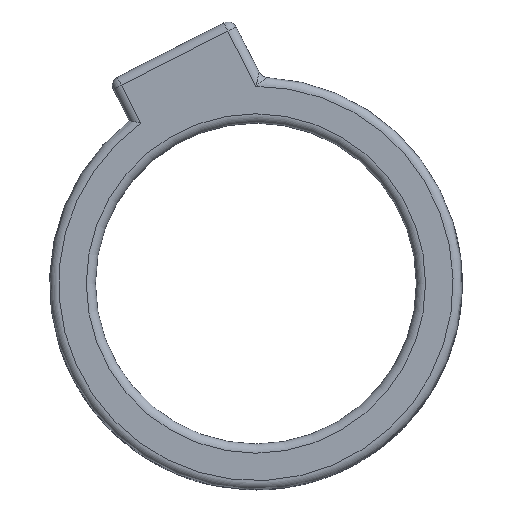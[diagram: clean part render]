
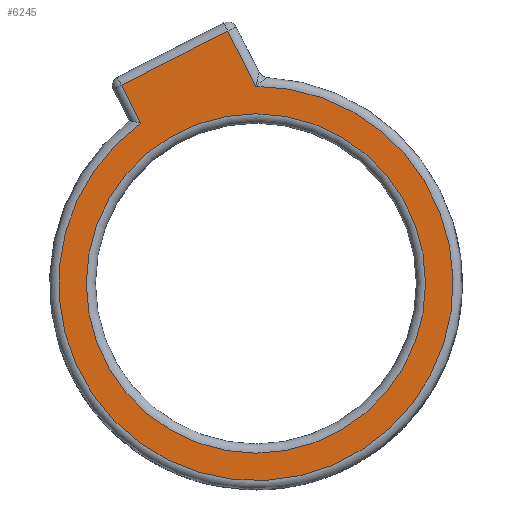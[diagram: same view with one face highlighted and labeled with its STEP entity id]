
A CAD part, top view. The second image highlights one B-rep face of the part: STEP entity #6245.
In plain terms, the highlighted planar face has unit normal (0, 0, 1).
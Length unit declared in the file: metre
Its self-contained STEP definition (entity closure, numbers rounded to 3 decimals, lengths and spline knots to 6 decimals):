
#163=PLANE('',#6746);
#702=LINE('',#9536,#1129);
#703=LINE('',#9539,#1130);
#704=LINE('',#9541,#1131);
#1129=VECTOR('',#7407,1.);
#1130=VECTOR('',#7408,1.);
#1131=VECTOR('',#7409,1.);
#1554=CIRCLE('',#6747,0.0185);
#1555=CIRCLE('',#6748,0.0215);
#1951=ORIENTED_EDGE('',*,*,#3917,.T.);
#1952=ORIENTED_EDGE('',*,*,#3918,.T.);
#1953=ORIENTED_EDGE('',*,*,#3919,.T.);
#1954=ORIENTED_EDGE('',*,*,#3920,.T.);
#1955=ORIENTED_EDGE('',*,*,#3921,.T.);
#3917=EDGE_CURVE('',#4899,#4899,#1554,.F.);
#3918=EDGE_CURVE('',#4900,#4901,#702,.T.);
#3919=EDGE_CURVE('',#4901,#4902,#703,.T.);
#3920=EDGE_CURVE('',#4902,#4903,#704,.F.);
#3921=EDGE_CURVE('',#4903,#4900,#1555,.T.);
#4899=VERTEX_POINT('',#9535);
#4900=VERTEX_POINT('',#9537);
#4901=VERTEX_POINT('',#9538);
#4902=VERTEX_POINT('',#9540);
#4903=VERTEX_POINT('',#9542);
#5379=EDGE_LOOP('',(#1951));
#5380=EDGE_LOOP('',(#1952,#1953,#1954,#1955));
#5790=FACE_BOUND('',#5379,.T.);
#5791=FACE_BOUND('',#5380,.T.);
#6245=ADVANCED_FACE('',(#5790,#5791),#163,.T.);
#6746=AXIS2_PLACEMENT_3D('',#9533,#7403,#7404);
#6747=AXIS2_PLACEMENT_3D('',#9534,#7405,#7406);
#6748=AXIS2_PLACEMENT_3D('',#9543,#7410,#7411);
#7403=DIRECTION('',(0.,0.,1.));
#7404=DIRECTION('',(1.,0.,0.));
#7405=DIRECTION('',(0.,0.,1.));
#7406=DIRECTION('',(1.,0.,0.));
#7407=DIRECTION('',(-0.454,0.891,0.));
#7408=DIRECTION('',(-0.891,-0.454,0.));
#7409=DIRECTION('',(-0.454,0.891,0.));
#7410=DIRECTION('',(0.,0.,1.));
#7411=DIRECTION('',(1.,0.,0.));
#9533=CARTESIAN_POINT('',(0.,0.,0.006));
#9534=CARTESIAN_POINT('',(0.,0.,0.006));
#9535=CARTESIAN_POINT('',(0.0185,0.,0.006));
#9536=CARTESIAN_POINT('',(-0.003518,0.028405,0.006));
#9537=CARTESIAN_POINT('',(0.,0.0215,0.006));
#9538=CARTESIAN_POINT('',(-0.003064,0.027514,0.006));
#9539=CARTESIAN_POINT('',(-0.015539,0.021158,0.006));
#9540=CARTESIAN_POINT('',(-0.014648,0.021612,0.006));
#9541=CARTESIAN_POINT('',(-0.012918,0.018218,0.006));
#9542=CARTESIAN_POINT('',(-0.012536,0.017467,0.006));
#9543=CARTESIAN_POINT('',(0.,0.,0.006));
